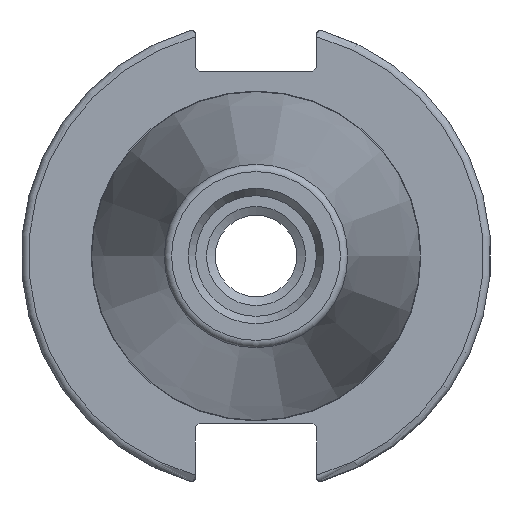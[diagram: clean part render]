
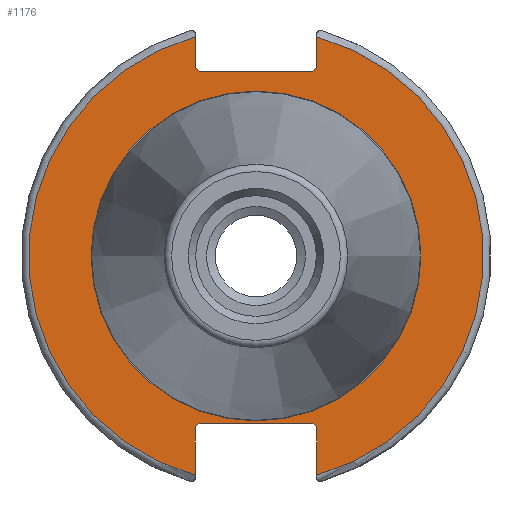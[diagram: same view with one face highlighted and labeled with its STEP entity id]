
A CAD part, left-side view. The second image highlights one B-rep face of the part: STEP entity #1176.
In plain terms, the highlighted planar face has unit normal (-1, 0, 0).
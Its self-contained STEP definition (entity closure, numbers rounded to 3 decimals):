
#35=PLANE('',#1305);
#67=FACE_BOUND('',#196,.T.);
#120=FACE_OUTER_BOUND('',#195,.T.);
#195=EDGE_LOOP('',(#883,#884,#885,#886,#887,#888,#889,#890,#891,#892,#893,
#894));
#196=EDGE_LOOP('',(#895));
#282=CIRCLE('',#1303,22.3);
#284=CIRCLE('',#1306,30.75);
#285=CIRCLE('',#1307,30.75);
#325=LINE('',#1937,#399);
#326=LINE('',#1939,#400);
#327=LINE('',#1941,#401);
#328=LINE('',#1943,#402);
#329=LINE('',#1945,#403);
#330=LINE('',#1949,#404);
#331=LINE('',#1951,#405);
#332=LINE('',#1953,#406);
#333=LINE('',#1955,#407);
#334=LINE('',#1956,#408);
#399=VECTOR('',#1516,10.);
#400=VECTOR('',#1517,10.);
#401=VECTOR('',#1518,10.);
#402=VECTOR('',#1519,10.);
#403=VECTOR('',#1520,10.);
#404=VECTOR('',#1523,10.);
#405=VECTOR('',#1524,10.);
#406=VECTOR('',#1525,10.);
#407=VECTOR('',#1526,10.);
#408=VECTOR('',#1527,10.);
#520=VERTEX_POINT('',#1928);
#521=VERTEX_POINT('',#1933);
#522=VERTEX_POINT('',#1934);
#523=VERTEX_POINT('',#1936);
#524=VERTEX_POINT('',#1938);
#525=VERTEX_POINT('',#1940);
#526=VERTEX_POINT('',#1942);
#527=VERTEX_POINT('',#1944);
#528=VERTEX_POINT('',#1946);
#529=VERTEX_POINT('',#1948);
#530=VERTEX_POINT('',#1950);
#531=VERTEX_POINT('',#1952);
#532=VERTEX_POINT('',#1954);
#655=EDGE_CURVE('',#520,#520,#282,.T.);
#657=EDGE_CURVE('',#521,#522,#284,.T.);
#658=EDGE_CURVE('',#521,#523,#325,.T.);
#659=EDGE_CURVE('',#524,#523,#326,.T.);
#660=EDGE_CURVE('',#524,#525,#327,.T.);
#661=EDGE_CURVE('',#526,#525,#328,.T.);
#662=EDGE_CURVE('',#526,#527,#329,.T.);
#663=EDGE_CURVE('',#528,#527,#285,.T.);
#664=EDGE_CURVE('',#528,#529,#330,.T.);
#665=EDGE_CURVE('',#530,#529,#331,.T.);
#666=EDGE_CURVE('',#530,#531,#332,.T.);
#667=EDGE_CURVE('',#532,#531,#333,.T.);
#668=EDGE_CURVE('',#532,#522,#334,.T.);
#883=ORIENTED_EDGE('',*,*,#657,.F.);
#884=ORIENTED_EDGE('',*,*,#658,.T.);
#885=ORIENTED_EDGE('',*,*,#659,.F.);
#886=ORIENTED_EDGE('',*,*,#660,.T.);
#887=ORIENTED_EDGE('',*,*,#661,.F.);
#888=ORIENTED_EDGE('',*,*,#662,.T.);
#889=ORIENTED_EDGE('',*,*,#663,.F.);
#890=ORIENTED_EDGE('',*,*,#664,.T.);
#891=ORIENTED_EDGE('',*,*,#665,.F.);
#892=ORIENTED_EDGE('',*,*,#666,.T.);
#893=ORIENTED_EDGE('',*,*,#667,.F.);
#894=ORIENTED_EDGE('',*,*,#668,.T.);
#895=ORIENTED_EDGE('',*,*,#655,.F.);
#1176=ADVANCED_FACE('',(#120,#67),#35,.T.);
#1303=AXIS2_PLACEMENT_3D('',#1930,#1508,#1509);
#1305=AXIS2_PLACEMENT_3D('',#1932,#1512,#1513);
#1306=AXIS2_PLACEMENT_3D('',#1935,#1514,#1515);
#1307=AXIS2_PLACEMENT_3D('',#1947,#1521,#1522);
#1508=DIRECTION('center_axis',(-1.,0.,0.));
#1509=DIRECTION('ref_axis',(0.,-1.,0.));
#1512=DIRECTION('center_axis',(-1.,0.,0.));
#1513=DIRECTION('ref_axis',(0.,0.,1.));
#1514=DIRECTION('center_axis',(1.,0.,0.));
#1515=DIRECTION('ref_axis',(0.,-1.,0.));
#1516=DIRECTION('',(0.,0.,-1.));
#1517=DIRECTION('',(0.,-0.707,0.707));
#1518=DIRECTION('',(0.,1.,0.));
#1519=DIRECTION('',(0.,-0.707,-0.707));
#1520=DIRECTION('',(0.,0.,1.));
#1521=DIRECTION('center_axis',(1.,0.,0.));
#1522=DIRECTION('ref_axis',(0.,1.,0.));
#1523=DIRECTION('',(0.,0.,1.));
#1524=DIRECTION('',(0.,0.707,-0.707));
#1525=DIRECTION('',(0.,-1.,0.));
#1526=DIRECTION('',(0.,0.707,0.707));
#1527=DIRECTION('',(0.,0.,-1.));
#1928=CARTESIAN_POINT('',(3.175,0.,22.3));
#1930=CARTESIAN_POINT('Origin',(3.175,0.,0.));
#1932=CARTESIAN_POINT('Origin',(3.175,31.75,0.));
#1933=CARTESIAN_POINT('',(3.175,-8.19,29.639));
#1934=CARTESIAN_POINT('',(3.175,-8.19,-29.639));
#1935=CARTESIAN_POINT('Origin',(3.175,0.,0.));
#1936=CARTESIAN_POINT('',(3.175,-8.19,25.5));
#1937=CARTESIAN_POINT('',(3.175,-8.19,12.5));
#1938=CARTESIAN_POINT('',(3.175,-7.69,25.));
#1939=CARTESIAN_POINT('',(3.175,8.295,9.015));
#1940=CARTESIAN_POINT('',(3.175,7.69,25.));
#1941=CARTESIAN_POINT('',(3.175,15.875,25.));
#1942=CARTESIAN_POINT('',(3.175,8.19,25.5));
#1943=CARTESIAN_POINT('',(3.175,7.58,24.89));
#1944=CARTESIAN_POINT('',(3.175,8.19,29.639));
#1945=CARTESIAN_POINT('',(3.175,8.19,12.5));
#1946=CARTESIAN_POINT('',(3.175,8.19,-29.639));
#1947=CARTESIAN_POINT('Origin',(3.175,0.,0.));
#1948=CARTESIAN_POINT('',(3.175,8.19,-23.1));
#1949=CARTESIAN_POINT('',(3.175,8.19,-11.3));
#1950=CARTESIAN_POINT('',(3.175,7.69,-22.6));
#1951=CARTESIAN_POINT('',(3.175,8.18,-23.09));
#1952=CARTESIAN_POINT('',(3.175,-7.69,-22.6));
#1953=CARTESIAN_POINT('',(3.175,15.875,-22.6));
#1954=CARTESIAN_POINT('',(3.175,-8.19,-23.1));
#1955=CARTESIAN_POINT('',(3.175,7.695,-7.215));
#1956=CARTESIAN_POINT('',(3.175,-8.19,-11.3));
